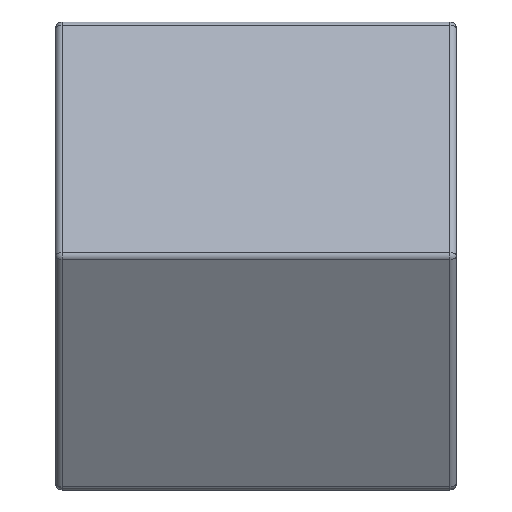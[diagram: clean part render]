
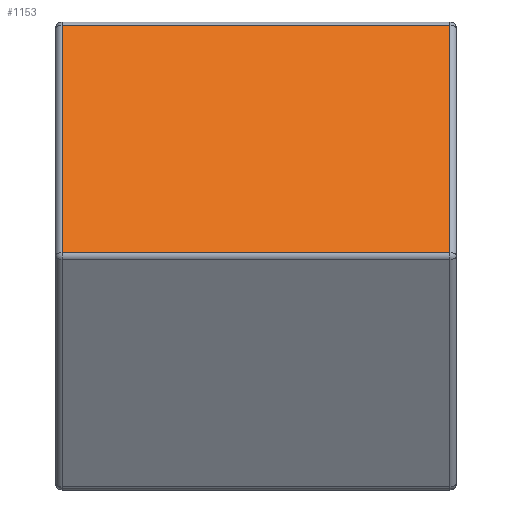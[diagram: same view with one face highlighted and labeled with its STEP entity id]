
A CAD part, front view. The second image highlights one B-rep face of the part: STEP entity #1153.
In plain terms, the highlighted planar face has unit normal (0, -0.866, 0.5).
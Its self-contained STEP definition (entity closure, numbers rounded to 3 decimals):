
#19 = VECTOR ( 'NONE', #1206, 1000. ) ;
#24 = LINE ( 'NONE', #1164, #613 ) ;
#28 = LINE ( 'NONE', #804, #19 ) ;
#81 = VECTOR ( 'NONE', #1170, 1000. ) ;
#100 = DIRECTION ( 'NONE',  ( 0., 0.5, 0.866 ) ) ;
#104 = DIRECTION ( 'NONE',  ( 0., 0.866, -0.5 ) ) ;
#110 = PLANE ( 'NONE',  #1238 ) ;
#114 = LINE ( 'NONE', #1215, #81 ) ;
#123 = CARTESIAN_POINT ( 'NONE',  ( 6., -2.021, 3.5 ) ) ;
#207 = VERTEX_POINT ( 'NONE', #967 ) ;
#213 = ORIENTED_EDGE ( 'NONE', *, *, #408, .T. ) ;
#288 = ORIENTED_EDGE ( 'NONE', *, *, #386, .T. ) ;
#302 = CARTESIAN_POINT ( 'NONE',  ( 0.1, -4.013, 0.05 ) ) ;
#335 = CARTESIAN_POINT ( 'NONE',  ( 5.9, -4.013, 0.05 ) ) ;
#384 = VECTOR ( 'NONE', #1178, 1000. ) ;
#386 = EDGE_CURVE ( 'NONE', #682, #483, #114, .T. ) ;
#388 = EDGE_CURVE ( 'NONE', #207, #708, #1060, .T. ) ;
#396 = EDGE_CURVE ( 'NONE', #483, #207, #28, .T. ) ;
#408 = EDGE_CURVE ( 'NONE', #708, #682, #24, .T. ) ;
#473 = ORIENTED_EDGE ( 'NONE', *, *, #396, .T. ) ;
#483 = VERTEX_POINT ( 'NONE', #987 ) ;
#613 = VECTOR ( 'NONE', #1203, 1000. ) ;
#682 = VERTEX_POINT ( 'NONE', #335 ) ;
#684 = ORIENTED_EDGE ( 'NONE', *, *, #388, .T. ) ;
#708 = VERTEX_POINT ( 'NONE', #302 ) ;
#742 = EDGE_LOOP ( 'NONE', ( #288, #473, #684, #213 ) ) ;
#804 = CARTESIAN_POINT ( 'NONE',  ( 6., -2.05, 3.45 ) ) ;
#967 = CARTESIAN_POINT ( 'NONE',  ( 0.1, -2.05, 3.45 ) ) ;
#987 = CARTESIAN_POINT ( 'NONE',  ( 5.9, -2.05, 3.45 ) ) ;
#1060 = LINE ( 'NONE', #1174, #384 ) ;
#1153 = ADVANCED_FACE ( 'NONE', ( #1269 ), #110, .F. ) ;
#1164 = CARTESIAN_POINT ( 'NONE',  ( 6., -4.013, 0.05 ) ) ;
#1170 = DIRECTION ( 'NONE',  ( 0., 0.5, 0.866 ) ) ;
#1174 = CARTESIAN_POINT ( 'NONE',  ( 0.1, -2.021, 3.5 ) ) ;
#1178 = DIRECTION ( 'NONE',  ( 0., -0.5, -0.866 ) ) ;
#1203 = DIRECTION ( 'NONE',  ( 1., 0., 0. ) ) ;
#1206 = DIRECTION ( 'NONE',  ( -1., 0., 0. ) ) ;
#1215 = CARTESIAN_POINT ( 'NONE',  ( 5.9, -2.021, 3.5 ) ) ;
#1238 = AXIS2_PLACEMENT_3D ( 'NONE', #123, #104, #100 ) ;
#1269 = FACE_OUTER_BOUND ( 'NONE', #742, .T. ) ;
